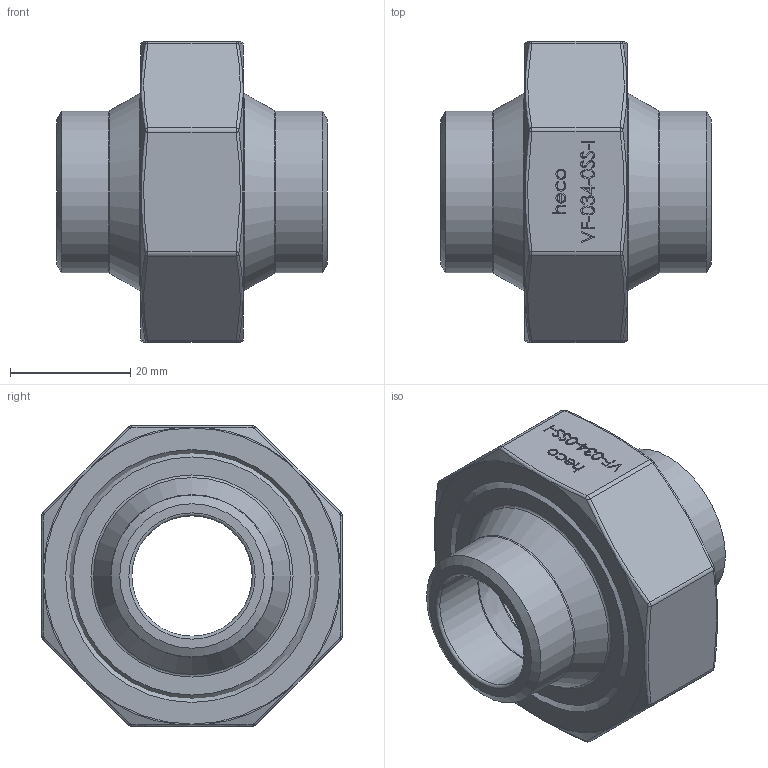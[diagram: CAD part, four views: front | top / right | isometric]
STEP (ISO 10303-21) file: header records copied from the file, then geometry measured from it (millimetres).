
FILE_DESCRIPTION (( 'STEP AP214' ), '1' );
FILE_NAME ('VF-034-0SS-I Verschraubung flach 2109.STEP', '2021-09-30T08:51:31', ( '' ), ( '' ), 'SwSTEP 2.0', 'SolidWorks 2019', '' );
FILE_SCHEMA (( 'AUTOMOTIVE_DESIGN' ));
Length unit declared in the file: millimetre
Products named in the file (1): VF-034-0SS-I Verschraubung flach 2109
Bounding box: 45 x 50 x 50 mm (x, y, z)
Volume: 33598.1 mm3; surface area: 18407.6 mm2
Topology: 4 solids, 4 shells, 322 faces, 812 edges, 493 vertices
Faces by surface type: bspline 144, plane 107, cone 25, torus 25, cylinder 21
Full cylindrical faces by diameter (mm): 20 x2, 26.9 x2, 28 x2, 29 x1, 36 x1, 36.5 x1, 39.5 x2, 39.84 x1, 42 x1
Entity records: 18625 total; most frequent: CARTESIAN_POINT 8760, ORIENTED_EDGE 1444, DIRECTION 881, EDGE_CURVE 722, VERTEX_POINT 480, EDGE_LOOP 402, FACE_OUTER_BOUND 360, UNCERTAINTY_MEASURE_WITH_UNIT 328
